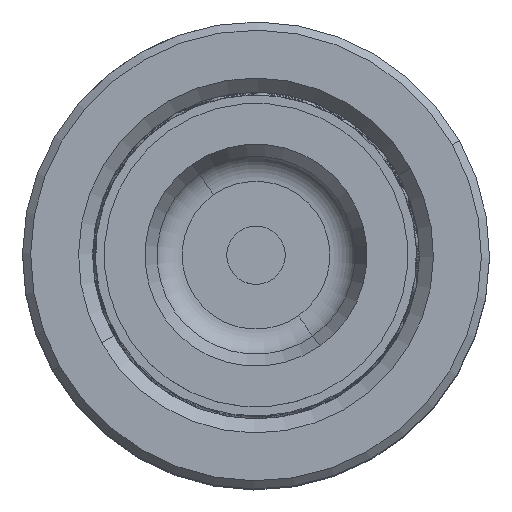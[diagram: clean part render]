
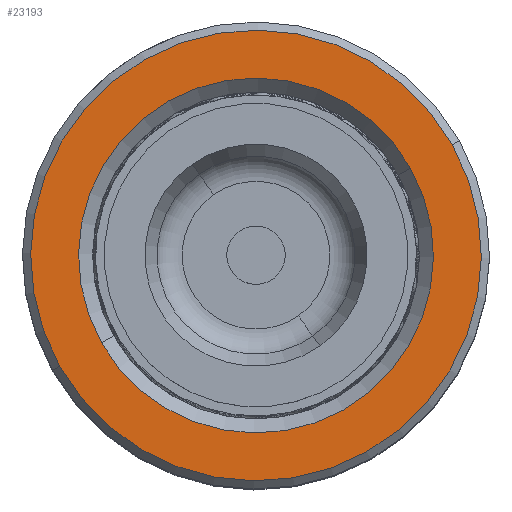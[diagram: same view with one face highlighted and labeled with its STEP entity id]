
A CAD part, top view. The second image highlights one B-rep face of the part: STEP entity #23193.
In plain terms, the highlighted planar face has unit normal (0, 0, 1).
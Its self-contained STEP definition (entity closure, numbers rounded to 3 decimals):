
#1636 = VERTEX_POINT ( 'NONE', #21457 ) ;
#4203 = EDGE_CURVE ( 'NONE', #1636, #28034, #15715, .T. ) ;
#6628 = DIRECTION ( 'NONE',  ( 1., 0., 0. ) ) ;
#7719 = EDGE_CURVE ( 'NONE', #45317, #46635, #15675, .T. ) ;
#8531 = CARTESIAN_POINT ( 'NONE',  ( 0., 0., 50. ) ) ;
#9855 = DIRECTION ( 'NONE',  ( 1., 0., 0. ) ) ;
#11943 = ORIENTED_EDGE ( 'NONE', *, *, #7719, .T. ) ;
#12262 = AXIS2_PLACEMENT_3D ( 'NONE', #47250, #39060, #6628 ) ;
#12277 = DIRECTION ( 'NONE',  ( 0., 0., -1. ) ) ;
#13432 = AXIS2_PLACEMENT_3D ( 'NONE', #15030, #14853, #39604 ) ;
#13816 = CARTESIAN_POINT ( 'NONE',  ( -19.3, 0., 50. ) ) ;
#14853 = DIRECTION ( 'NONE',  ( 0., 0., -1. ) ) ;
#15030 = CARTESIAN_POINT ( 'NONE',  ( 0., 0., 50. ) ) ;
#15675 = CIRCLE ( 'NONE', #50519, 15.2 ) ;
#15715 = CIRCLE ( 'NONE', #22886, 19.3 ) ;
#20824 = DIRECTION ( 'NONE',  ( 0., 0., 1. ) ) ;
#20835 = DIRECTION ( 'NONE',  ( 1., 0., 0. ) ) ;
#21457 = CARTESIAN_POINT ( 'NONE',  ( 19.3, 0., 50. ) ) ;
#22351 = DIRECTION ( 'NONE',  ( 0., 0., 1. ) ) ;
#22886 = AXIS2_PLACEMENT_3D ( 'NONE', #24924, #20824, #41293 ) ;
#23193 = ADVANCED_FACE ( 'NONE', ( #30653, #42798 ), #47607, .T. ) ;
#24924 = CARTESIAN_POINT ( 'NONE',  ( 0., 0., 50. ) ) ;
#28034 = VERTEX_POINT ( 'NONE', #13816 ) ;
#30653 = FACE_OUTER_BOUND ( 'NONE', #41246, .T. ) ;
#33679 = CARTESIAN_POINT ( 'NONE',  ( 15.2, 0., 50. ) ) ;
#36349 = EDGE_CURVE ( 'NONE', #28034, #1636, #39495, .T. ) ;
#38103 = ORIENTED_EDGE ( 'NONE', *, *, #36349, .T. ) ;
#38178 = CARTESIAN_POINT ( 'NONE',  ( 0., 0., 50. ) ) ;
#39060 = DIRECTION ( 'NONE',  ( 0., 0., 1. ) ) ;
#39495 = CIRCLE ( 'NONE', #42986, 19.3 ) ;
#39604 = DIRECTION ( 'NONE',  ( 1., 0., 0. ) ) ;
#41246 = EDGE_LOOP ( 'NONE', ( #38103, #44986 ) ) ;
#41293 = DIRECTION ( 'NONE',  ( 1., 0., 0. ) ) ;
#42798 = FACE_BOUND ( 'NONE', #46546, .T. ) ;
#42986 = AXIS2_PLACEMENT_3D ( 'NONE', #38178, #22351, #9855 ) ;
#44804 = EDGE_CURVE ( 'NONE', #46635, #45317, #52565, .T. ) ;
#44986 = ORIENTED_EDGE ( 'NONE', *, *, #4203, .T. ) ;
#45164 = ORIENTED_EDGE ( 'NONE', *, *, #44804, .T. ) ;
#45317 = VERTEX_POINT ( 'NONE', #51642 ) ;
#46546 = EDGE_LOOP ( 'NONE', ( #45164, #11943 ) ) ;
#46635 = VERTEX_POINT ( 'NONE', #33679 ) ;
#47250 = CARTESIAN_POINT ( 'NONE',  ( 0., 0., 50. ) ) ;
#47607 = PLANE ( 'NONE',  #12262 ) ;
#50519 = AXIS2_PLACEMENT_3D ( 'NONE', #8531, #12277, #20835 ) ;
#51642 = CARTESIAN_POINT ( 'NONE',  ( -15.2, 0., 50. ) ) ;
#52565 = CIRCLE ( 'NONE', #13432, 15.2 ) ;
